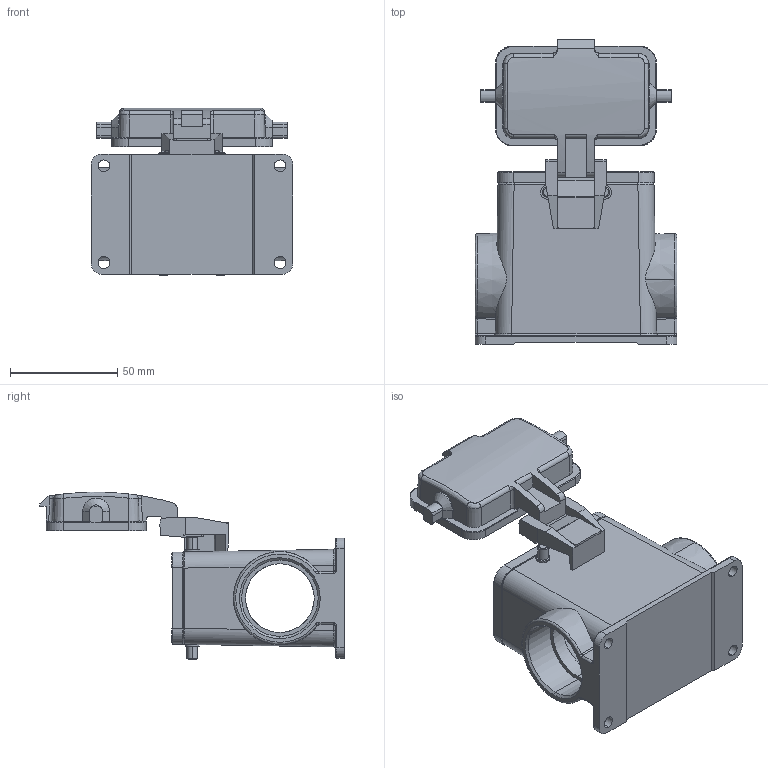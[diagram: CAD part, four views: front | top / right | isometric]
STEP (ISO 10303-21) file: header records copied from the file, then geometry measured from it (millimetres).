
FILE_DESCRIPTION (( 'STEP AP203' ), '1' );
FILE_NAME ('H10B-SFH-4B-CV-2PG29.STP', '2017-07-20T12:36:11', ( '微软用户' ), ( '微软中国' ), 'SwSTEP 2.0', 'SolidWorks 2012', '' );
FILE_SCHEMA (( 'CONFIG_CONTROL_DESIGN' ));
Length unit declared in the file: millimetre
Products named in the file (1): H10B-SFH-4B-CV-2PG29
Bounding box: 94 x 141.82 x 78.14 mm (x, y, z)
Volume: 135802 mm3; surface area: 65946.3 mm2
Topology: 1 solids, 1 shells, 533 faces, 1367 edges, 862 vertices
Faces by surface type: cylinder 215, plane 215, bspline 52, cone 39, torus 12
Entity records: 19905 total; most frequent: CARTESIAN_POINT 7351, ORIENTED_EDGE 2734, DIRECTION 2465, EDGE_CURVE 1367, VERTEX_POINT 862, AXIS2_PLACEMENT_3D 861, LINE 743, VECTOR 743
